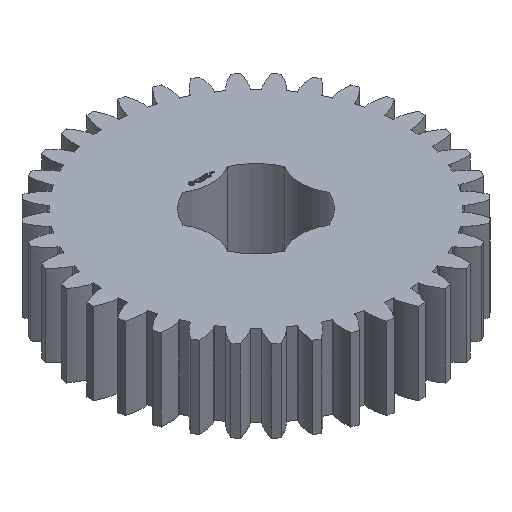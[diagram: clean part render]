
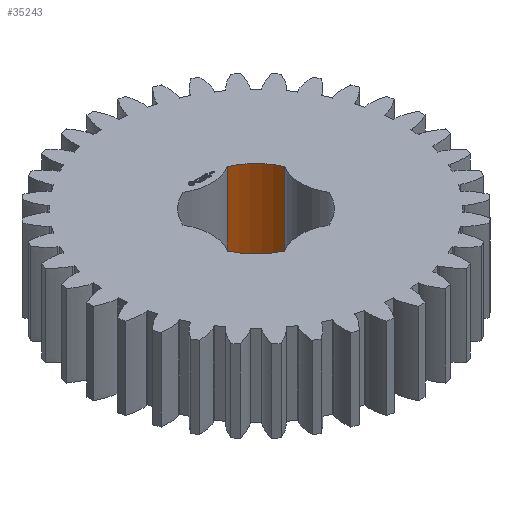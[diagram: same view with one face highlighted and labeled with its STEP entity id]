
A CAD part, isometric view. The second image highlights one B-rep face of the part: STEP entity #35243.
In plain terms, the highlighted cylindrical face has radius 6.35 mm (diameter 12.7 mm), a partial arc.
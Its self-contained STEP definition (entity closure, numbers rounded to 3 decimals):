
#93 = PLANE('',#94);
#94 = AXIS2_PLACEMENT_3D('',#95,#96,#97);
#95 = CARTESIAN_POINT('',(0.,0.,9.375));
#96 = DIRECTION('',(0.,0.,1.));
#97 = DIRECTION('',(1.,0.,0.));
#168 = PLANE('',#169);
#169 = AXIS2_PLACEMENT_3D('',#170,#171,#172);
#170 = CARTESIAN_POINT('',(0.,0.,0.));
#171 = DIRECTION('',(0.,0.,1.));
#172 = DIRECTION('',(1.,0.,0.));
#10466 = VERTEX_POINT('',#10467);
#10467 = CARTESIAN_POINT('',(2.55,5.816,0.));
#10482 = CYLINDRICAL_SURFACE('',#10483,4.9);
#10483 = AXIS2_PLACEMENT_3D('',#10484,#10485,#10486);
#10484 = CARTESIAN_POINT('',(0.,10.,0.));
#10485 = DIRECTION('',(0.,-0.,-1.));
#10486 = DIRECTION('',(0.707,0.707,0.));
#10494 = EDGE_CURVE('',#10495,#10466,#10497,.T.);
#10495 = VERTEX_POINT('',#10496);
#10496 = CARTESIAN_POINT('',(5.816,2.55,0.));
#10497 = SURFACE_CURVE('',#10498,(#10503,#10510),.PCURVE_S1.);
#10498 = CIRCLE('',#10499,6.35);
#10499 = AXIS2_PLACEMENT_3D('',#10500,#10501,#10502);
#10500 = CARTESIAN_POINT('',(0.,0.,0.));
#10501 = DIRECTION('',(0.,-0.,1.));
#10502 = DIRECTION('',(0.707,0.707,0.));
#10503 = PCURVE('',#168,#10504);
#10504 = DEFINITIONAL_REPRESENTATION('',(#10505),#10509);
#10505 = CIRCLE('',#10506,6.35);
#10506 = AXIS2_PLACEMENT_2D('',#10507,#10508);
#10507 = CARTESIAN_POINT('',(0.,0.));
#10508 = DIRECTION('',(0.707,0.707));
#10509 = ( GEOMETRIC_REPRESENTATION_CONTEXT(2) 
PARAMETRIC_REPRESENTATION_CONTEXT() REPRESENTATION_CONTEXT('2D SPACE',''
  ) );
#10510 = PCURVE('',#10511,#10516);
#10511 = CYLINDRICAL_SURFACE('',#10512,6.35);
#10512 = AXIS2_PLACEMENT_3D('',#10513,#10514,#10515);
#10513 = CARTESIAN_POINT('',(0.,0.,0.));
#10514 = DIRECTION('',(0.,-0.,-1.));
#10515 = DIRECTION('',(0.707,0.707,0.));
#10516 = DEFINITIONAL_REPRESENTATION('',(#10517),#10521);
#10517 = LINE('',#10518,#10519);
#10518 = CARTESIAN_POINT('',(-0.,0.));
#10519 = VECTOR('',#10520,1.);
#10520 = DIRECTION('',(-1.,0.));
#10521 = ( GEOMETRIC_REPRESENTATION_CONTEXT(2) 
PARAMETRIC_REPRESENTATION_CONTEXT() REPRESENTATION_CONTEXT('2D SPACE',''
  ) );
#10540 = CYLINDRICAL_SURFACE('',#10541,4.9);
#10541 = AXIS2_PLACEMENT_3D('',#10542,#10543,#10544);
#10542 = CARTESIAN_POINT('',(10.,0.,0.));
#10543 = DIRECTION('',(0.,-0.,-1.));
#10544 = DIRECTION('',(0.707,0.707,0.));
#17978 = VERTEX_POINT('',#17979);
#17979 = CARTESIAN_POINT('',(2.55,5.816,9.375));
#18001 = EDGE_CURVE('',#18002,#17978,#18004,.T.);
#18002 = VERTEX_POINT('',#18003);
#18003 = CARTESIAN_POINT('',(5.816,2.55,9.375));
#18004 = SURFACE_CURVE('',#18005,(#18010,#18017),.PCURVE_S1.);
#18005 = CIRCLE('',#18006,6.35);
#18006 = AXIS2_PLACEMENT_3D('',#18007,#18008,#18009);
#18007 = CARTESIAN_POINT('',(0.,0.,9.375
    ));
#18008 = DIRECTION('',(0.,-0.,1.));
#18009 = DIRECTION('',(0.707,0.707,0.));
#18010 = PCURVE('',#93,#18011);
#18011 = DEFINITIONAL_REPRESENTATION('',(#18012),#18016);
#18012 = CIRCLE('',#18013,6.35);
#18013 = AXIS2_PLACEMENT_2D('',#18014,#18015);
#18014 = CARTESIAN_POINT('',(0.,0.));
#18015 = DIRECTION('',(0.707,0.707));
#18016 = ( GEOMETRIC_REPRESENTATION_CONTEXT(2) 
PARAMETRIC_REPRESENTATION_CONTEXT() REPRESENTATION_CONTEXT('2D SPACE',''
  ) );
#18017 = PCURVE('',#10511,#18018);
#18018 = DEFINITIONAL_REPRESENTATION('',(#18019),#18023);
#18019 = LINE('',#18020,#18021);
#18020 = CARTESIAN_POINT('',(-0.,-9.375));
#18021 = VECTOR('',#18022,1.);
#18022 = DIRECTION('',(-1.,0.));
#18023 = ( GEOMETRIC_REPRESENTATION_CONTEXT(2) 
PARAMETRIC_REPRESENTATION_CONTEXT() REPRESENTATION_CONTEXT('2D SPACE',''
  ) );
#35220 = EDGE_CURVE('',#10495,#18002,#35221,.T.);
#35221 = SURFACE_CURVE('',#35222,(#35226,#35233),.PCURVE_S1.);
#35222 = LINE('',#35223,#35224);
#35223 = CARTESIAN_POINT('',(5.816,2.55,0.));
#35224 = VECTOR('',#35225,1.);
#35225 = DIRECTION('',(0.,0.,1.));
#35226 = PCURVE('',#10540,#35227);
#35227 = DEFINITIONAL_REPRESENTATION('',(#35228),#35232);
#35228 = LINE('',#35229,#35230);
#35229 = CARTESIAN_POINT('',(-1.809,0.));
#35230 = VECTOR('',#35231,1.);
#35231 = DIRECTION('',(-0.,-1.));
#35232 = ( GEOMETRIC_REPRESENTATION_CONTEXT(2) 
PARAMETRIC_REPRESENTATION_CONTEXT() REPRESENTATION_CONTEXT('2D SPACE',''
  ) );
#35233 = PCURVE('',#10511,#35234);
#35234 = DEFINITIONAL_REPRESENTATION('',(#35235),#35239);
#35235 = LINE('',#35236,#35237);
#35236 = CARTESIAN_POINT('',(-5.911,0.));
#35237 = VECTOR('',#35238,1.);
#35238 = DIRECTION('',(-0.,-1.));
#35239 = ( GEOMETRIC_REPRESENTATION_CONTEXT(2) 
PARAMETRIC_REPRESENTATION_CONTEXT() REPRESENTATION_CONTEXT('2D SPACE',''
  ) );
#35243 = ADVANCED_FACE('',(#35244),#10511,.F.);
#35244 = FACE_BOUND('',#35245,.T.);
#35245 = EDGE_LOOP('',(#35246,#35247,#35248,#35269));
#35246 = ORIENTED_EDGE('',*,*,#35220,.T.);
#35247 = ORIENTED_EDGE('',*,*,#18001,.T.);
#35248 = ORIENTED_EDGE('',*,*,#35249,.F.);
#35249 = EDGE_CURVE('',#10466,#17978,#35250,.T.);
#35250 = SURFACE_CURVE('',#35251,(#35255,#35262),.PCURVE_S1.);
#35251 = LINE('',#35252,#35253);
#35252 = CARTESIAN_POINT('',(2.55,5.816,0.));
#35253 = VECTOR('',#35254,1.);
#35254 = DIRECTION('',(0.,0.,1.));
#35255 = PCURVE('',#10511,#35256);
#35256 = DEFINITIONAL_REPRESENTATION('',(#35257),#35261);
#35257 = LINE('',#35258,#35259);
#35258 = CARTESIAN_POINT('',(-6.655,0.));
#35259 = VECTOR('',#35260,1.);
#35260 = DIRECTION('',(-0.,-1.));
#35261 = ( GEOMETRIC_REPRESENTATION_CONTEXT(2) 
PARAMETRIC_REPRESENTATION_CONTEXT() REPRESENTATION_CONTEXT('2D SPACE',''
  ) );
#35262 = PCURVE('',#10482,#35263);
#35263 = DEFINITIONAL_REPRESENTATION('',(#35264),#35268);
#35264 = LINE('',#35265,#35266);
#35265 = CARTESIAN_POINT('',(-4.474,0.));
#35266 = VECTOR('',#35267,1.);
#35267 = DIRECTION('',(-0.,-1.));
#35268 = ( GEOMETRIC_REPRESENTATION_CONTEXT(2) 
PARAMETRIC_REPRESENTATION_CONTEXT() REPRESENTATION_CONTEXT('2D SPACE',''
  ) );
#35269 = ORIENTED_EDGE('',*,*,#10494,.F.);
